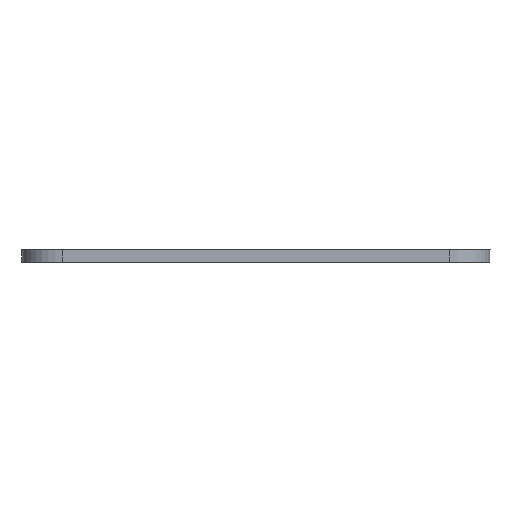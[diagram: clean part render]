
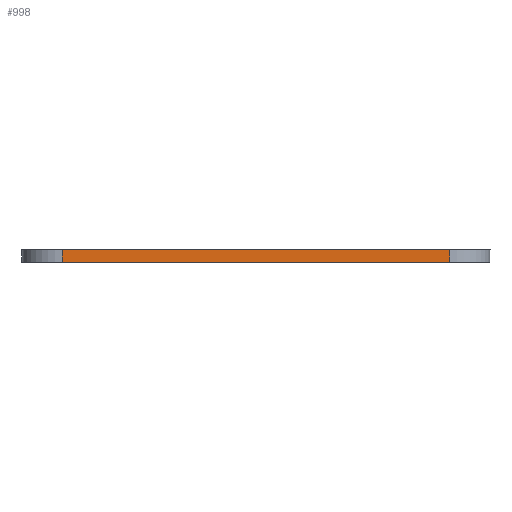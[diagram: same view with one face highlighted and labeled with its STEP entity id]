
A CAD part, left-side view. The second image highlights one B-rep face of the part: STEP entity #998.
In plain terms, the highlighted planar face has unit normal (-1, 0, 0).
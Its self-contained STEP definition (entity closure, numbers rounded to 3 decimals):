
#57=PLANE('',#1064);
#74=FACE_OUTER_BOUND('',#124,.T.);
#124=EDGE_LOOP('',(#679,#680,#681,#682));
#216=LINE('',#1502,#292);
#217=LINE('',#1505,#293);
#218=LINE('',#1507,#294);
#219=LINE('',#1508,#295);
#292=VECTOR('',#1188,10.);
#293=VECTOR('',#1191,10.);
#294=VECTOR('',#1192,10.);
#295=VECTOR('',#1193,10.);
#435=VERTEX_POINT('',#1495);
#438=VERTEX_POINT('',#1500);
#439=VERTEX_POINT('',#1504);
#440=VERTEX_POINT('',#1506);
#534=EDGE_CURVE('',#438,#435,#216,.T.);
#535=EDGE_CURVE('',#438,#439,#217,.T.);
#536=EDGE_CURVE('',#440,#439,#218,.T.);
#537=EDGE_CURVE('',#435,#440,#219,.T.);
#679=ORIENTED_EDGE('',*,*,#534,.F.);
#680=ORIENTED_EDGE('',*,*,#535,.T.);
#681=ORIENTED_EDGE('',*,*,#536,.F.);
#682=ORIENTED_EDGE('',*,*,#537,.F.);
#998=ADVANCED_FACE('',(#74),#57,.T.);
#1064=AXIS2_PLACEMENT_3D('',#1503,#1189,#1190);
#1188=DIRECTION('',(0.,0.,1.));
#1189=DIRECTION('center_axis',(-1.,0.,0.));
#1190=DIRECTION('ref_axis',(0.,-1.,0.));
#1191=DIRECTION('',(0.,-1.,0.));
#1192=DIRECTION('',(0.,0.,-1.));
#1193=DIRECTION('',(0.,-1.,0.));
#1495=CARTESIAN_POINT('',(-162.909,46.685,3.));
#1500=CARTESIAN_POINT('',(-162.909,46.685,0.));
#1502=CARTESIAN_POINT('',(-162.909,46.685,-0.1));
#1503=CARTESIAN_POINT('Origin',(-162.909,55.685,-0.1));
#1504=CARTESIAN_POINT('',(-162.909,-49.615,0.));
#1505=CARTESIAN_POINT('',(-162.909,27.11,0.));
#1506=CARTESIAN_POINT('',(-162.909,-49.615,3.));
#1507=CARTESIAN_POINT('',(-162.909,-49.615,-0.1));
#1508=CARTESIAN_POINT('',(-162.909,27.11,3.));
